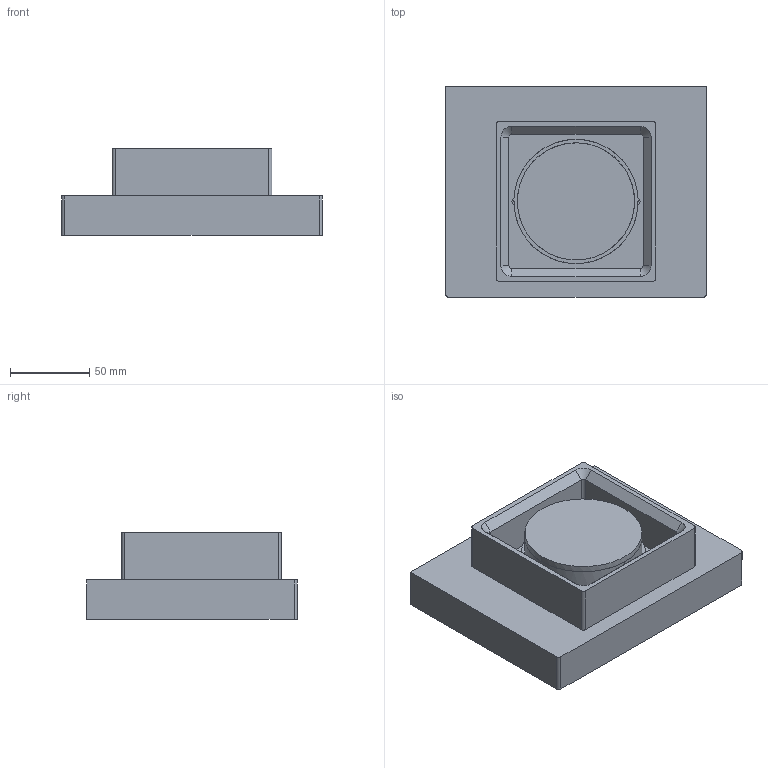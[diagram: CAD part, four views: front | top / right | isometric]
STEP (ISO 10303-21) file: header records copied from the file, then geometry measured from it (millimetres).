
FILE_DESCRIPTION(/* description */ (''),/* implementation_level */ '2;1');
FILE_NAME(/* name */ 'T379_S~1',/* time_stamp */ '2022-03-25T14:46:04+01:00',/* author */ (''),/* organization */ (''),/* preprocessor_version */ 'ST-DEVELOPER v16.5',/* originating_system */ '',/* authorisation */ '');
FILE_SCHEMA (('AUTOMOTIVE_DESIGN'));
Length unit declared in the file: millimetre
Products named in the file (1): Document
Bounding box: 165 x 133 x 55 mm (x, y, z)
Volume: 565858.2 mm3; surface area: 163703.2 mm2
Topology: 11 solids, 11 shells, 223 faces, 521 edges, 342 vertices
Faces by surface type: bspline 133, plane 90
Entity records: 6937 total; most frequent: CARTESIAN_POINT 3649, ORIENTED_EDGE 1042, EDGE_CURVE 521, VERTEX_POINT 342, EDGE_LOOP 279, ADVANCED_FACE 223, FACE_OUTER_BOUND 223, B_SPLINE_CURVE_WITH_KNOTS 184
